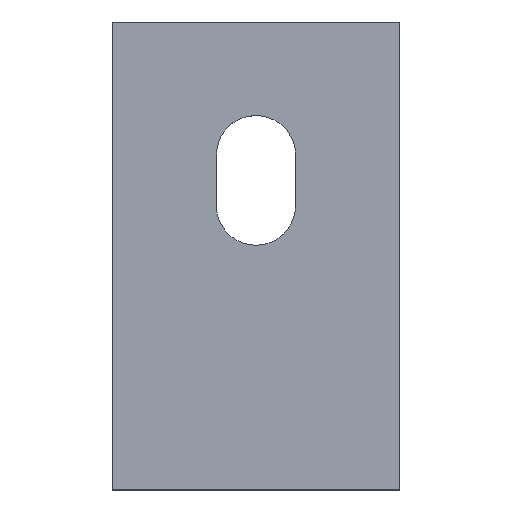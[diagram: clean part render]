
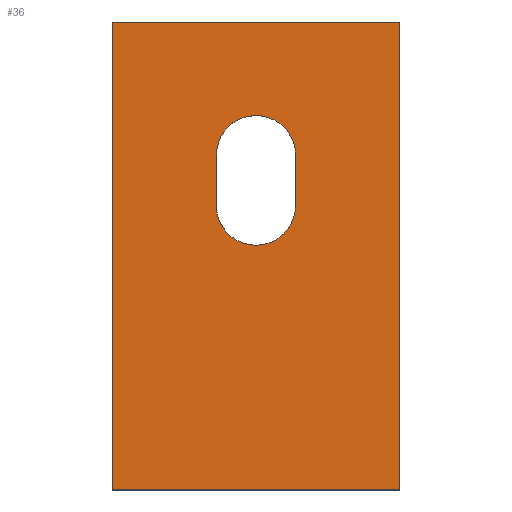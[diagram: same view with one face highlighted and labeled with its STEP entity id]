
A CAD part, top view. The second image highlights one B-rep face of the part: STEP entity #36.
In plain terms, the highlighted planar face has unit normal (0, 0, 1).
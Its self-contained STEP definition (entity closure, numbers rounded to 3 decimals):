
#26=FACE_BOUND('',#108,.T.);
#36=ADVANCED_FACE('',(#71,#26),#501,.T.);
#71=FACE_OUTER_BOUND('',#107,.T.);
#107=EDGE_LOOP('',(#174,#175,#176,#177));
#108=EDGE_LOOP('',(#178,#179,#180,#181));
#174=ORIENTED_EDGE('',*,*,#309,.F.);
#175=ORIENTED_EDGE('',*,*,#307,.F.);
#176=ORIENTED_EDGE('',*,*,#304,.F.);
#177=ORIENTED_EDGE('',*,*,#311,.F.);
#178=ORIENTED_EDGE('',*,*,#295,.F.);
#179=ORIENTED_EDGE('',*,*,#293,.F.);
#180=ORIENTED_EDGE('',*,*,#288,.F.);
#181=ORIENTED_EDGE('',*,*,#298,.F.);
#288=EDGE_CURVE('',#442,#443,#373,.T.);
#293=EDGE_CURVE('',#443,#446,#365,.T.);
#295=EDGE_CURVE('',#446,#448,#378,.T.);
#298=EDGE_CURVE('',#448,#442,#367,.T.);
#304=EDGE_CURVE('',#454,#455,#385,.T.);
#307=EDGE_CURVE('',#455,#456,#388,.T.);
#309=EDGE_CURVE('',#456,#457,#390,.T.);
#311=EDGE_CURVE('',#457,#454,#392,.T.);
#365=(
BOUNDED_CURVE()
B_SPLINE_CURVE(2,(#695,#696,#697,#698,#699),.UNSPECIFIED.,.F.,.F.)
B_SPLINE_CURVE_WITH_KNOTS((3,2,3),(-17.279,-8.639,
0.),.UNSPECIFIED.)
CURVE()
GEOMETRIC_REPRESENTATION_ITEM()
RATIONAL_B_SPLINE_CURVE((1.,0.707,1.,0.707,1.))
REPRESENTATION_ITEM('')
);
#367=(
BOUNDED_CURVE()
B_SPLINE_CURVE(2,(#711,#712,#713,#714,#715),.UNSPECIFIED.,.F.,.F.)
B_SPLINE_CURVE_WITH_KNOTS((3,2,3),(-17.279,-8.639,
0.),.UNSPECIFIED.)
CURVE()
GEOMETRIC_REPRESENTATION_ITEM()
RATIONAL_B_SPLINE_CURVE((1.,0.707,1.,0.707,1.))
REPRESENTATION_ITEM('')
);
#373=B_SPLINE_CURVE_WITH_KNOTS('',1,(#685,#686),.UNSPECIFIED.,.F.,.F.,(2,
2),(-7.,0.),.UNSPECIFIED.);
#378=B_SPLINE_CURVE_WITH_KNOTS('',1,(#705,#706),.UNSPECIFIED.,.F.,.F.,(2,
2),(-7.,0.),.UNSPECIFIED.);
#385=B_SPLINE_CURVE_WITH_KNOTS('',1,(#729,#730),.UNSPECIFIED.,.F.,.F.,(2,
2),(0.,40.),.UNSPECIFIED.);
#388=B_SPLINE_CURVE_WITH_KNOTS('',1,(#735,#736),.UNSPECIFIED.,.F.,.F.,(2,
2),(0.,65.),.UNSPECIFIED.);
#390=B_SPLINE_CURVE_WITH_KNOTS('',1,(#739,#740),.UNSPECIFIED.,.F.,.F.,(2,
2),(0.,40.),.UNSPECIFIED.);
#392=B_SPLINE_CURVE_WITH_KNOTS('',1,(#743,#744),.UNSPECIFIED.,.F.,.F.,(2,
2),(0.,65.),.UNSPECIFIED.);
#442=VERTEX_POINT('',#669);
#443=VERTEX_POINT('',#670);
#446=VERTEX_POINT('',#673);
#448=VERTEX_POINT('',#675);
#454=VERTEX_POINT('',#681);
#455=VERTEX_POINT('',#682);
#456=VERTEX_POINT('',#683);
#457=VERTEX_POINT('',#684);
#501=PLANE('',#568);
#568=AXIS2_PLACEMENT_3D('',#668,#600,$);
#600=DIRECTION('',(0.,0.,1.));
#668=CARTESIAN_POINT('',(24.092,-40.592,0.));
#669=CARTESIAN_POINT('',(5.5,5.5,0.));
#670=CARTESIAN_POINT('',(5.5,12.5,0.));
#673=CARTESIAN_POINT('',(-5.5,12.5,0.));
#675=CARTESIAN_POINT('',(-5.5,5.5,0.));
#681=CARTESIAN_POINT('',(-20.,31.,0.));
#682=CARTESIAN_POINT('',(20.,31.,0.));
#683=CARTESIAN_POINT('',(20.,-34.,0.));
#684=CARTESIAN_POINT('',(-20.,-34.,0.));
#685=CARTESIAN_POINT('',(5.5,5.5,0.));
#686=CARTESIAN_POINT('',(5.5,12.5,0.));
#695=CARTESIAN_POINT('',(5.5,12.5,0.));
#696=CARTESIAN_POINT('',(5.5,18.,0.));
#697=CARTESIAN_POINT('',(0.,18.,0.));
#698=CARTESIAN_POINT('',(-5.5,18.,0.));
#699=CARTESIAN_POINT('',(-5.5,12.5,0.));
#705=CARTESIAN_POINT('',(-5.5,12.5,0.));
#706=CARTESIAN_POINT('',(-5.5,5.5,0.));
#711=CARTESIAN_POINT('',(-5.5,5.5,0.));
#712=CARTESIAN_POINT('',(-5.5,0.,0.));
#713=CARTESIAN_POINT('',(0.,0.,0.));
#714=CARTESIAN_POINT('',(5.5,0.,0.));
#715=CARTESIAN_POINT('',(5.5,5.5,0.));
#729=CARTESIAN_POINT('',(-20.,31.,0.));
#730=CARTESIAN_POINT('',(20.,31.,0.));
#735=CARTESIAN_POINT('',(20.,31.,0.));
#736=CARTESIAN_POINT('',(20.,-34.,0.));
#739=CARTESIAN_POINT('',(20.,-34.,0.));
#740=CARTESIAN_POINT('',(-20.,-34.,0.));
#743=CARTESIAN_POINT('',(-20.,-34.,0.));
#744=CARTESIAN_POINT('',(-20.,31.,0.));
